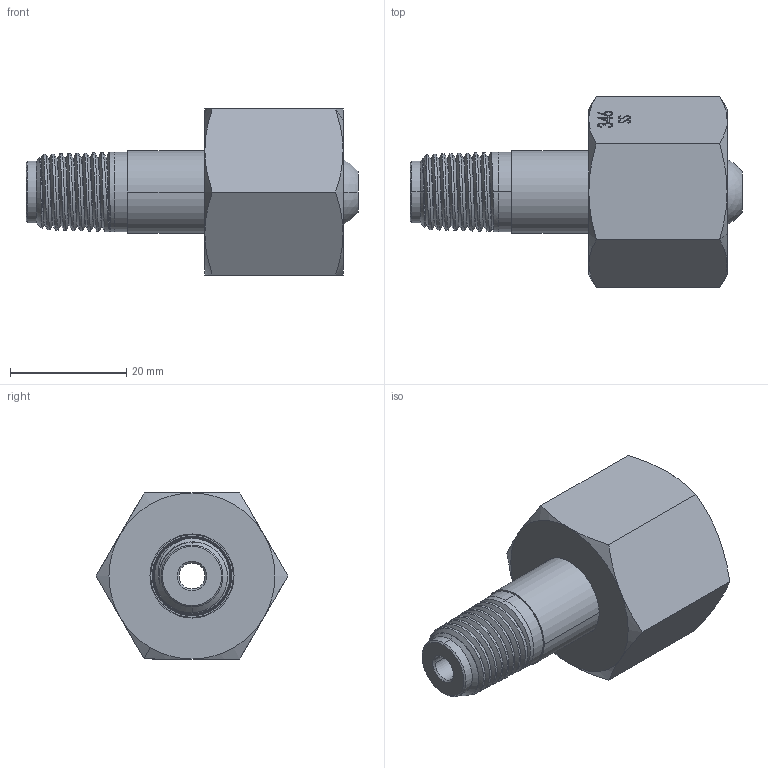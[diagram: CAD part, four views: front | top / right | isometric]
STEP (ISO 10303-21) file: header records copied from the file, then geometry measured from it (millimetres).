
FILE_DESCRIPTION (( 'STEP AP203' ), '1' );
FILE_NAME ('INL-346SS-4M-36.STEP', '2024-11-15T13:11:31', ( '' ), ( '' ), 'SwSTEP 2.0', 'SolidWorks 2018', '' );
FILE_SCHEMA (( 'CONFIG_CONTROL_DESIGN' ));
Length unit declared in the file: inch
Products named in the file (3): INL-346SS-4M-36; PRT-001029; PRT-000365
Assembly tree (2 placements, depth 2):
  INL-346SS-4M-36
    PRT-000365
    PRT-001029
Bounding box: 57.15 x 33 x 28.57 mm (x, y, z)
Volume: 17655.3 mm3; surface area: 9133.9 mm2
Topology: 2 solids, 2 shells, 201 faces, 721 edges, 533 vertices
Faces by surface type: bspline 59, plane 51, cone 49, cylinder 34, torus 6, sphere 2
Entity records: 18759 total; most frequent: CARTESIAN_POINT 13103, ORIENTED_EDGE 1434, EDGE_CURVE 717, DIRECTION 677, VERTEX_POINT 531, B_SPLINE_CURVE_WITH_KNOTS 421, AXIS2_PLACEMENT_3D 234, EDGE_LOOP 216
